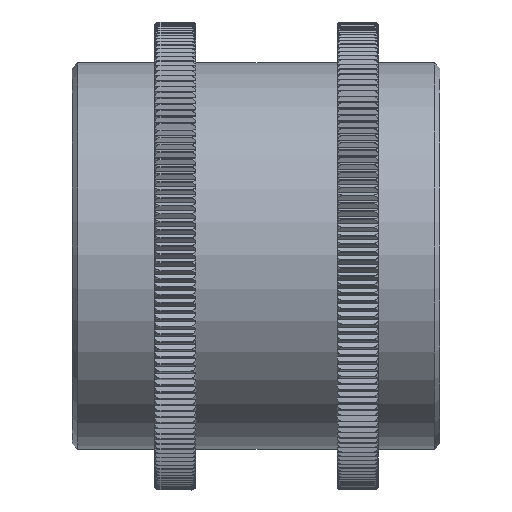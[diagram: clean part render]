
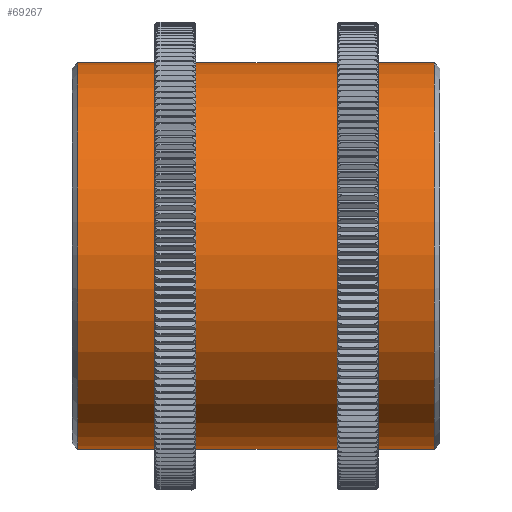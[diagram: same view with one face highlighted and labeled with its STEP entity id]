
A CAD part, left-side view. The second image highlights one B-rep face of the part: STEP entity #69267.
In plain terms, the highlighted cylindrical face has radius 13.145 mm (diameter 26.29 mm), a partial arc.
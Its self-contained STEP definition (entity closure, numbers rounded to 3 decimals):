
#466 = VERTEX_POINT ( 'NONE', #23605 ) ;
#3829 = VERTEX_POINT ( 'NONE', #67702 ) ;
#4154 = AXIS2_PLACEMENT_3D ( 'NONE', #72306, #65953, #61056 ) ;
#5990 = DIRECTION ( 'NONE',  ( 0.004, 0., 1. ) ) ;
#7822 = CARTESIAN_POINT ( 'NONE',  ( -5.93, 0.02, -13.146 ) ) ;
#8894 = EDGE_CURVE ( 'NONE', #3829, #24728, #56945, .T. ) ;
#9238 = ORIENTED_EDGE ( 'NONE', *, *, #65097, .T. ) ;
#14176 = CYLINDRICAL_SURFACE ( 'NONE', #33357, 13.145 ) ;
#14541 = FACE_OUTER_BOUND ( 'NONE', #41252, .T. ) ;
#16913 = CARTESIAN_POINT ( 'NONE',  ( -5.872, 24.22, -0.001 ) ) ;
#17019 = CARTESIAN_POINT ( 'NONE',  ( -5.813, 24.62, 13.143 ) ) ;
#17513 = VECTOR ( 'NONE', #57700, 1000. ) ;
#20765 = ORIENTED_EDGE ( 'NONE', *, *, #68666, .T. ) ;
#23605 = CARTESIAN_POINT ( 'NONE',  ( -5.93, 24.22, -13.146 ) ) ;
#24728 = VERTEX_POINT ( 'NONE', #61244 ) ;
#27694 = LINE ( 'NONE', #50651, #68158 ) ;
#31158 = ORIENTED_EDGE ( 'NONE', *, *, #8894, .F. ) ;
#33357 = AXIS2_PLACEMENT_3D ( 'NONE', #48059, #42782, #37129 ) ;
#36582 = CIRCLE ( 'NONE', #4154, 13.145 ) ;
#37129 = DIRECTION ( 'NONE',  ( -0.004, 0., -1. ) ) ;
#41251 = AXIS2_PLACEMENT_3D ( 'NONE', #16913, #57597, #5990 ) ;
#41252 = EDGE_LOOP ( 'NONE', ( #31158, #42331, #20765, #9238 ) ) ;
#42331 = ORIENTED_EDGE ( 'NONE', *, *, #45970, .T. ) ;
#42782 = DIRECTION ( 'NONE',  ( 0., -1., 0. ) ) ;
#45970 = EDGE_CURVE ( 'NONE', #3829, #466, #64118, .T. ) ;
#48059 = CARTESIAN_POINT ( 'NONE',  ( -5.872, 24.62, -0.001 ) ) ;
#50651 = CARTESIAN_POINT ( 'NONE',  ( -5.93, 24.62, -13.146 ) ) ;
#56945 = LINE ( 'NONE', #17019, #17513 ) ;
#57597 = DIRECTION ( 'NONE',  ( 0., -1., 0. ) ) ;
#57700 = DIRECTION ( 'NONE',  ( 0., -1., 0. ) ) ;
#61056 = DIRECTION ( 'NONE',  ( 0.004, 0., 1. ) ) ;
#61244 = CARTESIAN_POINT ( 'NONE',  ( -5.813, 0.02, 13.143 ) ) ;
#63080 = DIRECTION ( 'NONE',  ( 0., -1., 0. ) ) ;
#64118 = CIRCLE ( 'NONE', #41251, 13.145 ) ;
#65097 = EDGE_CURVE ( 'NONE', #73564, #24728, #36582, .T. ) ;
#65953 = DIRECTION ( 'NONE',  ( 0., 1., 0. ) ) ;
#67702 = CARTESIAN_POINT ( 'NONE',  ( -5.813, 24.22, 13.143 ) ) ;
#68158 = VECTOR ( 'NONE', #63080, 1000. ) ;
#68666 = EDGE_CURVE ( 'NONE', #466, #73564, #27694, .T. ) ;
#69267 = ADVANCED_FACE ( 'NONE', ( #14541 ), #14176, .T. ) ;
#72306 = CARTESIAN_POINT ( 'NONE',  ( -5.872, 0.02, -0.001 ) ) ;
#73564 = VERTEX_POINT ( 'NONE', #7822 ) ;
